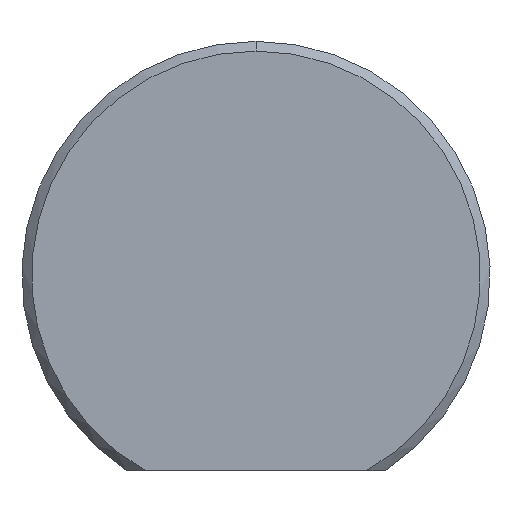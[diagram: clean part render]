
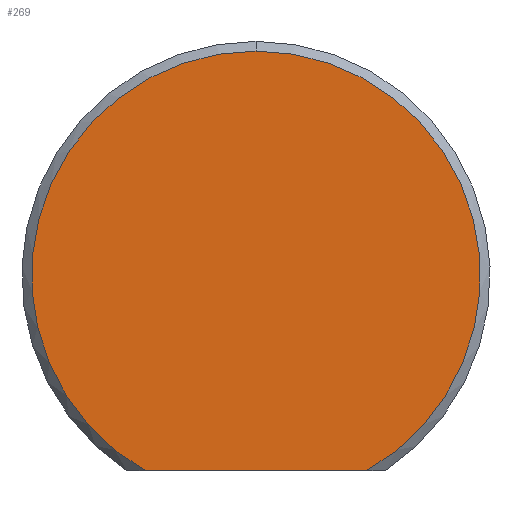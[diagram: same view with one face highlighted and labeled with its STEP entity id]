
A CAD part, front view. The second image highlights one B-rep face of the part: STEP entity #269.
In plain terms, the highlighted planar face has unit normal (0, -1, 0).
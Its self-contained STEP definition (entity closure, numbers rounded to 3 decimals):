
#5 = VECTOR ( 'NONE', #113, 1000. ) ;
#11 = CARTESIAN_POINT ( 'NONE',  ( -1.42, 0., -2.5 ) ) ;
#15 = CARTESIAN_POINT ( 'NONE',  ( 1.42, 0., -2.5 ) ) ;
#16 = VERTEX_POINT ( 'NONE', #15 ) ;
#21 = DIRECTION ( 'NONE',  ( 0., 0., 1. ) ) ;
#26 = DIRECTION ( 'NONE',  ( 0., 1., 0. ) ) ;
#35 = EDGE_LOOP ( 'NONE', ( #38, #72, #199 ) ) ;
#38 = ORIENTED_EDGE ( 'NONE', *, *, #108, .T. ) ;
#42 = AXIS2_PLACEMENT_3D ( 'NONE', #78, #80, #43 ) ;
#43 = DIRECTION ( 'NONE',  ( 0., 0., 1. ) ) ;
#52 = CIRCLE ( 'NONE', #172, 2.875 ) ;
#61 = CARTESIAN_POINT ( 'NONE',  ( 0., 0., 0. ) ) ;
#72 = ORIENTED_EDGE ( 'NONE', *, *, #152, .T. ) ;
#78 = CARTESIAN_POINT ( 'NONE',  ( 0., 0., 0. ) ) ;
#80 = DIRECTION ( 'NONE',  ( 0., -1., 0. ) ) ;
#82 = CARTESIAN_POINT ( 'NONE',  ( 0., 0., 0. ) ) ;
#104 = DIRECTION ( 'NONE',  ( 0., 0., 1. ) ) ;
#108 = EDGE_CURVE ( 'NONE', #117, #16, #231, .T. ) ;
#113 = DIRECTION ( 'NONE',  ( 1., 0., 0. ) ) ;
#117 = VERTEX_POINT ( 'NONE', #11 ) ;
#136 = EDGE_CURVE ( 'NONE', #242, #117, #169, .T. ) ;
#148 = PLANE ( 'NONE',  #198 ) ;
#152 = EDGE_CURVE ( 'NONE', #16, #242, #52, .T. ) ;
#166 = FACE_OUTER_BOUND ( 'NONE', #35, .T. ) ;
#169 = CIRCLE ( 'NONE', #42, 2.875 ) ;
#172 = AXIS2_PLACEMENT_3D ( 'NONE', #82, #237, #104 ) ;
#198 = AXIS2_PLACEMENT_3D ( 'NONE', #61, #26, #21 ) ;
#199 = ORIENTED_EDGE ( 'NONE', *, *, #136, .T. ) ;
#200 = CARTESIAN_POINT ( 'NONE',  ( 0., 0., -2.5 ) ) ;
#231 = LINE ( 'NONE', #200, #5 ) ;
#237 = DIRECTION ( 'NONE',  ( 0., -1., 0. ) ) ;
#242 = VERTEX_POINT ( 'NONE', #260 ) ;
#260 = CARTESIAN_POINT ( 'NONE',  ( 0., 0., 2.875 ) ) ;
#269 = ADVANCED_FACE ( 'NONE', ( #166 ), #148, .F. ) ;
